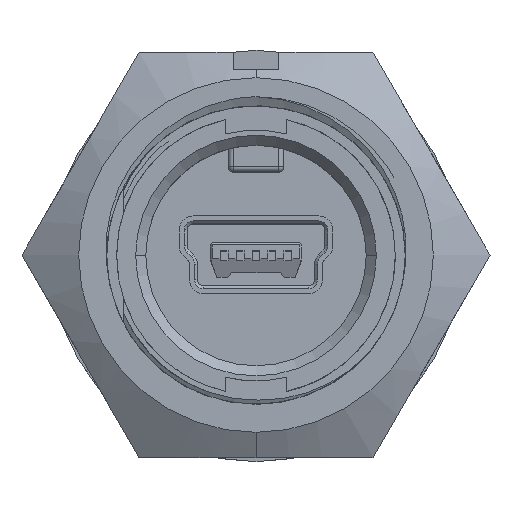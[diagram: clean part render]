
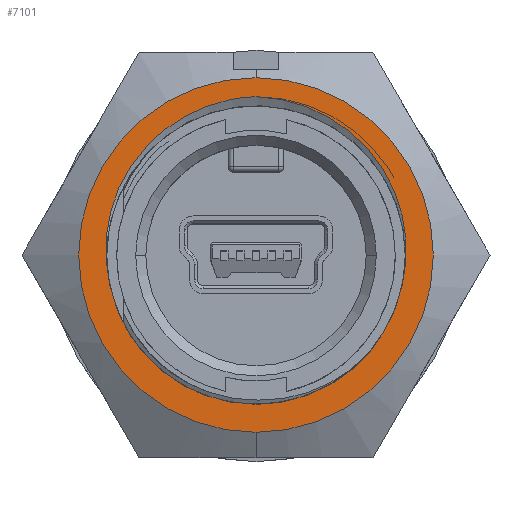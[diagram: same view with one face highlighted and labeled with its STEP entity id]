
A CAD part, top view. The second image highlights one B-rep face of the part: STEP entity #7101.
In plain terms, the highlighted planar face has unit normal (0, 0, 1).
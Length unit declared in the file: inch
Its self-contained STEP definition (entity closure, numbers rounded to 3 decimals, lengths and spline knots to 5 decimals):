
#1111 = CARTESIAN_POINT ( 'NONE',  ( 0., 0., 0.574 ) ) ;
#1112 = DIRECTION ( 'NONE',  ( 0., 0., -1. ) ) ;
#1113 = DIRECTION ( 'NONE',  ( 0., 1., 0. ) ) ;
#1557 = PLANE ( 'NONE',  #21845 ) ;
#1558 = CARTESIAN_POINT ( 'NONE',  ( -0.23094, -0.4, 0.574 ) ) ;
#1559 = DIRECTION ( 'NONE',  ( 0., 0., -1. ) ) ;
#1560 = DIRECTION ( 'NONE',  ( -1., 0., 0. ) ) ;
#7101 = ADVANCED_FACE ( 'NONE', ( #21449, #21334 ), #1557, .F. ) ;
#7630 = CARTESIAN_POINT ( 'NONE',  ( 0.28876, -0.05788, 0.574 ) ) ;
#7649 = CARTESIAN_POINT ( 'NONE',  ( 0., -0.35, 0.574 ) ) ;
#7668 = CARTESIAN_POINT ( 'NONE',  ( 0., 0.35, 0.574 ) ) ;
#7679 = CARTESIAN_POINT ( 'NONE',  ( -0.28876, -0.05788, 0.574 ) ) ;
#7900 = CARTESIAN_POINT ( 'NONE',  ( 0., 0.3125, 0.574 ) ) ;
#8836 = ORIENTED_EDGE ( 'NONE', *, *, #19904, .F. ) ;
#8951 = ORIENTED_EDGE ( 'NONE', *, *, #19494, .F. ) ;
#9017 = ORIENTED_EDGE ( 'NONE', *, *, #19753, .T. ) ;
#9049 = ORIENTED_EDGE ( 'NONE', *, *, #19588, .F. ) ;
#9058 = ORIENTED_EDGE ( 'NONE', *, *, #19544, .T. ) ;
#9860 = CARTESIAN_POINT ( 'NONE',  ( 0., 0.3125, 0.574 ) ) ;
#9861 = CARTESIAN_POINT ( 'NONE',  ( 0.01128, 0.31215, 0.574 ) ) ;
#9862 = CARTESIAN_POINT ( 'NONE',  ( 0.02249, 0.31119, 0.574 ) ) ;
#9863 = CARTESIAN_POINT ( 'NONE',  ( 0.04479, 0.30803, 0.574 ) ) ;
#9864 = CARTESIAN_POINT ( 'NONE',  ( 0.05587, 0.30584, 0.574 ) ) ;
#9865 = CARTESIAN_POINT ( 'NONE',  ( 0.0884, 0.29754, 0.574 ) ) ;
#9866 = CARTESIAN_POINT ( 'NONE',  ( 0.10934, 0.2897, 0.574 ) ) ;
#9867 = CARTESIAN_POINT ( 'NONE',  ( 0.14961, 0.26937, 0.574 ) ) ;
#9868 = CARTESIAN_POINT ( 'NONE',  ( 0.16827, 0.2572, 0.574 ) ) ;
#9869 = CARTESIAN_POINT ( 'NONE',  ( 0.20277, 0.22902, 0.574 ) ) ;
#9870 = CARTESIAN_POINT ( 'NONE',  ( 0.21875, 0.2128, 0.574 ) ) ;
#9871 = CARTESIAN_POINT ( 'NONE',  ( 0.24628, 0.17775, 0.574 ) ) ;
#9872 = CARTESIAN_POINT ( 'NONE',  ( 0.25801, 0.15885, 0.574 ) ) ;
#9873 = CARTESIAN_POINT ( 'NONE',  ( 0.27247, 0.12837, 0.574 ) ) ;
#9874 = CARTESIAN_POINT ( 'NONE',  ( 0.27672, 0.11792, 0.574 ) ) ;
#9875 = CARTESIAN_POINT ( 'NONE',  ( 0.28397, 0.09682, 0.574 ) ) ;
#9876 = CARTESIAN_POINT ( 'NONE',  ( 0.28699, 0.08612, 0.574 ) ) ;
#9877 = CARTESIAN_POINT ( 'NONE',  ( 0.29184, 0.06439, 0.574 ) ) ;
#9878 = CARTESIAN_POINT ( 'NONE',  ( 0.29367, 0.05338, 0.574 ) ) ;
#9879 = CARTESIAN_POINT ( 'NONE',  ( 0.2961, 0.03103, 0.574 ) ) ;
#9880 = CARTESIAN_POINT ( 'NONE',  ( 0.29668, 0.01975, 0.574 ) ) ;
#9881 = CARTESIAN_POINT ( 'NONE',  ( 0.29655, -0.01376, 0.574 ) ) ;
#9882 = CARTESIAN_POINT ( 'NONE',  ( 0.29396, -0.03591, 0.574 ) ) ;
#9883 = CARTESIAN_POINT ( 'NONE',  ( 0.28876, -0.05788, 0.574 ) ) ;
#10093 = CARTESIAN_POINT ( 'NONE',  ( 0., 0., 0.574 ) ) ;
#10097 = DIRECTION ( 'NONE',  ( 0., 0., -1. ) ) ;
#10098 = DIRECTION ( 'NONE',  ( 0., 1., 0. ) ) ;
#12239 = B_SPLINE_CURVE_WITH_KNOTS ( 'NONE', 3,
 ( #9860, #9861, #9862, #9863, #9864, #9865, #9866, #9867, #9868, #9869, #9870, #9871, #9872, #9873, #9874, #9875, #9876, #9877, #9878, #9879, #9880, #9881, #9882, #9883 ),
 .UNSPECIFIED., .F., .F.,
 ( 4, 2, 2, 2, 2, 2, 2, 2, 2, 2, 2, 4 ),
 ( 0., 0.00086, 0.00171, 0.00343, 0.00514, 0.00686, 0.00857, 0.00943, 0.01029, 0.01115, 0.012, 0.01372 ),
 .UNSPECIFIED. ) ;
#12296 = B_SPLINE_CURVE_WITH_KNOTS ( 'NONE', 3,
 ( #17227, #17228, #17229, #17230, #17231, #17232, #17233, #17234, #17235, #17236, #17237, #17238, #17239, #17240, #17241, #17242, #17243, #17244, #17245, #17246 ),
 .UNSPECIFIED., .F., .F.,
 ( 4, 2, 2, 2, 2, 2, 2, 2, 2, 4 ),
 ( 0., 0.00086, 0.00171, 0.00343, 0.00514, 0.00686, 0.00857, 0.01029, 0.012, 0.01372 ),
 .UNSPECIFIED. ) ;
#12458 = AXIS2_PLACEMENT_3D ( 'NONE', #18047, #18051, #18052 ) ;
#12726 = AXIS2_PLACEMENT_3D ( 'NONE', #1111, #1112, #1113 ) ;
#12789 = AXIS2_PLACEMENT_3D ( 'NONE', #10093, #10097, #10098 ) ;
#17227 = CARTESIAN_POINT ( 'NONE',  ( -0.28876, -0.05788, 0.574 ) ) ;
#17228 = CARTESIAN_POINT ( 'NONE',  ( -0.29136, -0.0469, 0.574 ) ) ;
#17229 = CARTESIAN_POINT ( 'NONE',  ( -0.29332, -0.03581, 0.574 ) ) ;
#17230 = CARTESIAN_POINT ( 'NONE',  ( -0.29595, -0.01345, 0.574 ) ) ;
#17231 = CARTESIAN_POINT ( 'NONE',  ( -0.29661, -0.00217, 0.574 ) ) ;
#17232 = CARTESIAN_POINT ( 'NONE',  ( -0.29669, 0.03139, 0.574 ) ) ;
#17233 = CARTESIAN_POINT ( 'NONE',  ( -0.29428, 0.05361, 0.574 ) ) ;
#17234 = CARTESIAN_POINT ( 'NONE',  ( -0.28439, 0.09763, 0.574 ) ) ;
#17235 = CARTESIAN_POINT ( 'NONE',  ( -0.27709, 0.11868, 0.574 ) ) ;
#17236 = CARTESIAN_POINT ( 'NONE',  ( -0.25794, 0.15893, 0.574 ) ) ;
#17237 = CARTESIAN_POINT ( 'NONE',  ( -0.24592, 0.17827, 0.574 ) ) ;
#17238 = CARTESIAN_POINT ( 'NONE',  ( -0.21833, 0.21326, 0.574 ) ) ;
#17239 = CARTESIAN_POINT ( 'NONE',  ( -0.20268, 0.22913, 0.574 ) ) ;
#17240 = CARTESIAN_POINT ( 'NONE',  ( -0.16771, 0.25762, 0.574 ) ) ;
#17241 = CARTESIAN_POINT ( 'NONE',  ( -0.14898, 0.26972, 0.574 ) ) ;
#17242 = CARTESIAN_POINT ( 'NONE',  ( -0.10919, 0.28975, 0.574 ) ) ;
#17243 = CARTESIAN_POINT ( 'NONE',  ( -0.08787, 0.29771, 0.574 ) ) ;
#17244 = CARTESIAN_POINT ( 'NONE',  ( -0.04463, 0.30867, 0.574 ) ) ;
#17245 = CARTESIAN_POINT ( 'NONE',  ( -0.02255, 0.3118, 0.574 ) ) ;
#17246 = CARTESIAN_POINT ( 'NONE',  ( 0., 0.3125, 0.574 ) ) ;
#18047 = CARTESIAN_POINT ( 'NONE',  ( 0., 0., 0.574 ) ) ;
#18051 = DIRECTION ( 'NONE',  ( 0., 0., 1. ) ) ;
#18052 = DIRECTION ( 'NONE',  ( 1., 0., 0. ) ) ;
#19494 = EDGE_CURVE ( 'NONE', #22420, #22401, #20228, .T. ) ;
#19544 = EDGE_CURVE ( 'NONE', #22584, #22382, #12239, .T. ) ;
#19588 = EDGE_CURVE ( 'NONE', #22401, #22420, #20638, .T. ) ;
#19753 = EDGE_CURVE ( 'NONE', #22431, #22584, #12296, .T. ) ;
#19904 = EDGE_CURVE ( 'NONE', #22431, #22382, #20309, .T. ) ;
#20228 = CIRCLE ( 'NONE', #12726, 0.35 ) ;
#20309 = CIRCLE ( 'NONE', #12458, 0.2945 ) ;
#20638 = CIRCLE ( 'NONE', #12789, 0.35 ) ;
#21334 = FACE_OUTER_BOUND ( 'NONE', #23077, .T. ) ;
#21449 = FACE_BOUND ( 'NONE', #23332, .T. ) ;
#21845 = AXIS2_PLACEMENT_3D ( 'NONE', #1558, #1559, #1560 ) ;
#22382 = VERTEX_POINT ( 'NONE', #7630 ) ;
#22401 = VERTEX_POINT ( 'NONE', #7649 ) ;
#22420 = VERTEX_POINT ( 'NONE', #7668 ) ;
#22431 = VERTEX_POINT ( 'NONE', #7679 ) ;
#22584 = VERTEX_POINT ( 'NONE', #7900 ) ;
#23077 = EDGE_LOOP ( 'NONE', ( #8951, #9049 ) ) ;
#23332 = EDGE_LOOP ( 'NONE', ( #8836, #9017, #9058 ) ) ;
